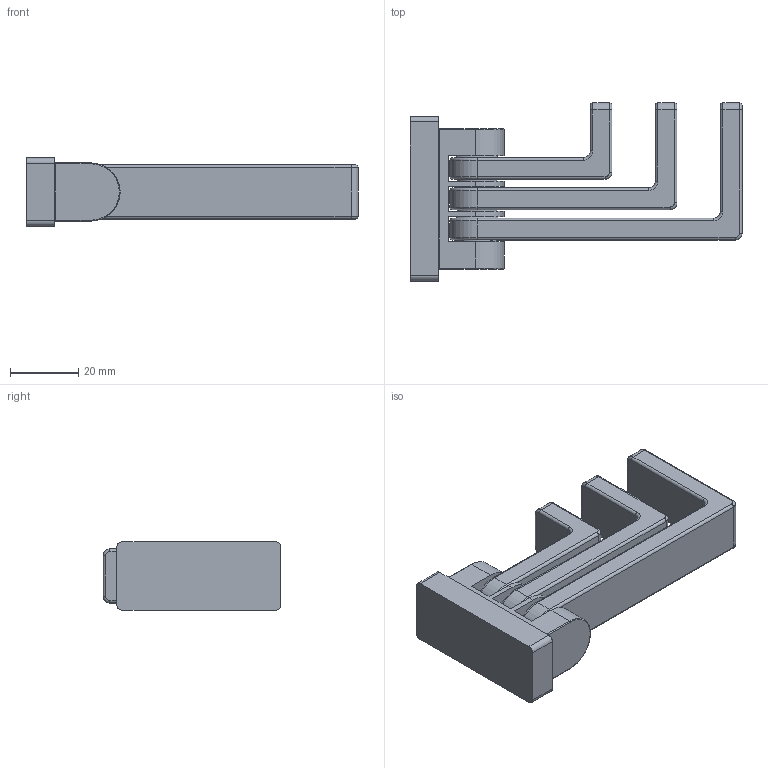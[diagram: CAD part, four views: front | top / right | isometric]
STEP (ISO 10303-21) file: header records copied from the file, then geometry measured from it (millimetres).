
FILE_DESCRIPTION((''),'2;1');
FILE_NAME('5210T','2022-06-28T09:19:22',('rsmith'),(''),'CREO PARAMETRIC BY PTC INC, 2019352','CREO PARAMETRIC BY PTC INC, 2019352','');
FILE_SCHEMA(('CONFIG_CONTROL_DESIGN'));
Length unit declared in the file: inch
Products named in the file (1): 5210T
Bounding box: 97.26 x 52.12 x 19.99 mm (x, y, z)
Volume: 41976.1 mm3; surface area: 16621.6 mm2
Topology: 1 solids, 1 shells, 149 faces, 348 edges, 208 vertices
Faces by surface type: cylinder 67, torus 42, plane 40
Entity records: 4306 total; most frequent: DIRECTION 834, CARTESIAN_POINT 705, ORIENTED_EDGE 696, EDGE_CURVE 348, AXIS2_PLACEMENT_3D 337, VERTEX_POINT 208, CIRCLE 188, EDGE_LOOP 162
